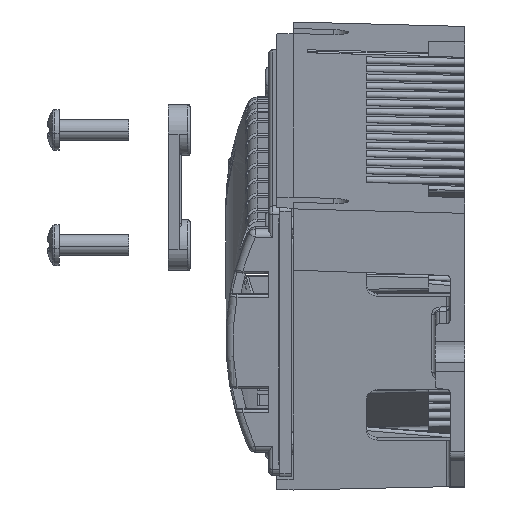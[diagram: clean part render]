
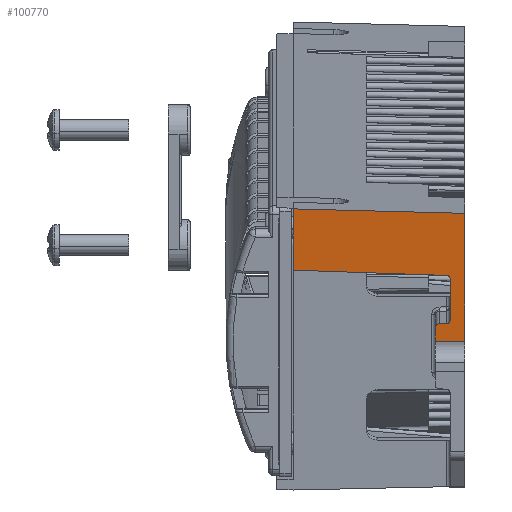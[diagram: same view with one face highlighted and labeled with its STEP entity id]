
A CAD part, left-side view. The second image highlights one B-rep face of the part: STEP entity #100770.
In plain terms, the highlighted face is planar.
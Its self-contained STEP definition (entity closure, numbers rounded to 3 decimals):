
#14450=CARTESIAN_POINT('',(-111.005,-22.7,
-6.75));
#14460=VERTEX_POINT('',#14450);
#14490=CARTESIAN_POINT('',(-111.005,-22.7,
-9.096));
#14500=DIRECTION('',(0.,0.,-1.));
#14510=VECTOR('',#14500,1.);
#14520=LINE('',#14490,#14510);
#14530=CARTESIAN_POINT('',(-111.005,-22.7,
11.035));
#14540=VERTEX_POINT('',#14530);
#14550=EDGE_CURVE('',#14540,#14460,#14520,.T.);
#16190=CARTESIAN_POINT('',(-111.005,-0.7,
11.611));
#16200=DIRECTION('',(0.,1.,0.026));
#16210=VECTOR('',#16200,1.);
#16220=LINE('',#16190,#16210);
#16230=CARTESIAN_POINT('',(-111.005,0.8,
11.65));
#16240=VERTEX_POINT('',#16230);
#16250=EDGE_CURVE('',#14540,#16240,#16220,.T.);
#98540=CARTESIAN_POINT('',(-111.005,-18.7,
-6.75));
#98550=VERTEX_POINT('',#98540);
#98580=CARTESIAN_POINT('',(-111.005,-5.7,
-6.75));
#98590=DIRECTION('',(0.,1.,0.));
#98600=VECTOR('',#98590,1.);
#98610=LINE('',#98580,#98600);
#98620=EDGE_CURVE('',#14460,#98550,#98610,.T.);
#100020=CARTESIAN_POINT('',(-111.005,-8.2,
6.65));
#100030=DIRECTION('',(1.,0.,0.));
#100040=DIRECTION('',(0.,1.,0.));
#100050=AXIS2_PLACEMENT_3D('',#100020,#100030,#100040);
#100060=PLANE('',#100050);
#100070=CARTESIAN_POINT('',(-111.005,-20.2,
-3.797));
#100080=DIRECTION('',(1.,0.,0.));
#100090=DIRECTION('',(0.,1.,0.));
#100100=AXIS2_PLACEMENT_3D('',#100070,#100080,#100090);
#100110=CIRCLE('',#100100,0.5);
#100120=CARTESIAN_POINT('',(-111.005,-20.7,
-3.797));
#100130=VERTEX_POINT('',#100120);
#100140=CARTESIAN_POINT('',(-111.005,-20.217,
-4.297));
#100150=VERTEX_POINT('',#100140);
#100160=EDGE_CURVE('',#100130,#100150,#100110,.T.);
#100170=ORIENTED_EDGE('',*,*,#100160,.T.);
#100180=CARTESIAN_POINT('',(-111.005,-20.7,
-9.096));
#100190=DIRECTION('',(0.,0.,1.));
#100200=VECTOR('',#100190,1.);
#100210=LINE('',#100180,#100200);
#100220=CARTESIAN_POINT('',(-111.005,-20.7,
1.904));
#100230=VERTEX_POINT('',#100220);
#100240=EDGE_CURVE('',#100130,#100230,#100210,.T.);
#100250=ORIENTED_EDGE('',*,*,#100240,.F.);
#100260=CARTESIAN_POINT('',(-111.005,-20.2,
1.904));
#100270=DIRECTION('',(1.,0.,0.));
#100280=DIRECTION('',(0.,1.,0.));
#100290=AXIS2_PLACEMENT_3D('',#100260,#100270,#100280);
#100300=CIRCLE('',#100290,0.5);
#100310=CARTESIAN_POINT('',(-111.005,-20.217,
2.403));
#100320=VERTEX_POINT('',#100310);
#100330=EDGE_CURVE('',#100320,#100230,#100300,.T.);
#100340=ORIENTED_EDGE('',*,*,#100330,.T.);
#100350=CARTESIAN_POINT('',(-111.005,-0.7,
3.085));
#100360=DIRECTION('',(0.,-0.999,-0.035));
#100370=VECTOR('',#100360,1.);
#100380=LINE('',#100350,#100370);
#100390=CARTESIAN_POINT('',(-111.005,0.8,
3.137));
#100400=VERTEX_POINT('',#100390);
#100410=EDGE_CURVE('',#100400,#100320,#100380,.T.);
#100420=ORIENTED_EDGE('',*,*,#100410,.T.);
#100430=CARTESIAN_POINT('',(-111.005,0.8,
-9.096));
#100440=DIRECTION('',(0.,0.,-1.));
#100450=VECTOR('',#100440,1.);
#100460=LINE('',#100430,#100450);
#100470=EDGE_CURVE('',#16240,#100400,#100460,.T.);
#100480=ORIENTED_EDGE('',*,*,#100470,.T.);
#100490=ORIENTED_EDGE('',*,*,#16250,.T.);
#100500=ORIENTED_EDGE('',*,*,#14550,.F.);
#100510=ORIENTED_EDGE('',*,*,#98620,.F.);
#100520=CARTESIAN_POINT('',(-111.005,-18.7,
-9.096));
#100530=DIRECTION('',(0.,0.,1.));
#100540=VECTOR('',#100530,1.);
#100550=LINE('',#100520,#100540);
#100560=CARTESIAN_POINT('',(-111.005,-18.7,
-4.833));
#100570=VERTEX_POINT('',#100560);
#100580=EDGE_CURVE('',#98550,#100570,#100550,.T.);
#100590=ORIENTED_EDGE('',*,*,#100580,.F.);
#100600=CARTESIAN_POINT('',(-111.005,-19.2,
-4.833));
#100610=DIRECTION('',(-1.,0.,0.));
#100620=DIRECTION('',(0.,-1.,0.));
#100630=AXIS2_PLACEMENT_3D('',#100600,#100610,#100620);
#100640=CIRCLE('',#100630,0.5);
#100650=CARTESIAN_POINT('',(-111.005,-19.183,
-4.333));
#100660=VERTEX_POINT('',#100650);
#100670=EDGE_CURVE('',#100660,#100570,#100640,.T.);
#100680=ORIENTED_EDGE('',*,*,#100670,.T.);
#100690=CARTESIAN_POINT('',(-111.005,-1.7,
-4.944));
#100700=DIRECTION('',(0.,-0.999,0.035));
#100710=VECTOR('',#100700,1.);
#100720=LINE('',#100690,#100710);
#100730=EDGE_CURVE('',#100660,#100150,#100720,.T.);
#100740=ORIENTED_EDGE('',*,*,#100730,.F.);
#100750=EDGE_LOOP('',(#100740,#100680,#100590,#100510,#100500,#100490,
#100480,#100420,#100340,#100250,#100170));
#100760=FACE_OUTER_BOUND('',#100750,.T.);
#100770=ADVANCED_FACE('',(#100760),#100060,.F.);
